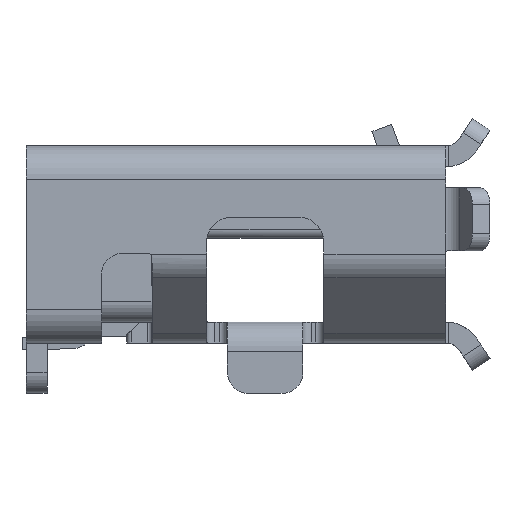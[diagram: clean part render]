
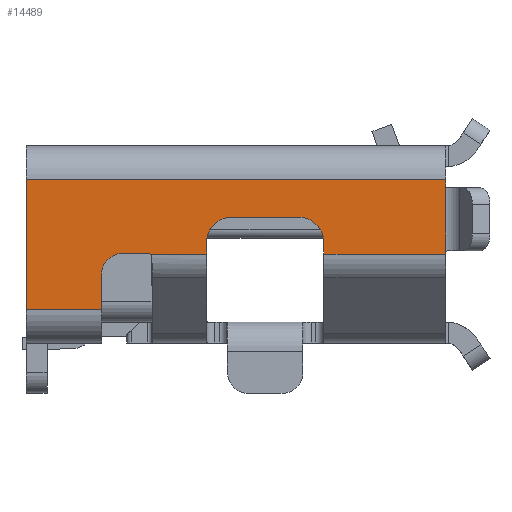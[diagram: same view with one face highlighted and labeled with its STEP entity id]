
A CAD part, left-side view. The second image highlights one B-rep face of the part: STEP entity #14489.
In plain terms, the highlighted planar face has unit normal (-1, 0, 0).
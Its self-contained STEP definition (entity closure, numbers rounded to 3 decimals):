
#242=CIRCLE('',#15398,0.25);
#243=CIRCLE('',#15399,0.05);
#244=CIRCLE('',#15400,0.3);
#245=CIRCLE('',#15401,0.3);
#650=PLANE('',#15397);
#1158=FACE_OUTER_BOUND('',#1933,.T.);
#1933=EDGE_LOOP('',(#10175,#10176,#10177,#10178,#10179,#10180,#10181,#10182,
#10183,#10184,#10185,#10186,#10187,#10188,#10189,#10190,#10191));
#3107=LINE('',#21850,#4679);
#3118=LINE('',#21883,#4690);
#3119=LINE('',#21888,#4691);
#3120=LINE('',#21890,#4692);
#3121=LINE('',#21891,#4693);
#3122=LINE('',#21893,#4694);
#3123=LINE('',#21897,#4695);
#3124=LINE('',#21901,#4696);
#3125=LINE('',#21903,#4697);
#3126=LINE('',#21907,#4698);
#3127=LINE('',#21911,#4699);
#3128=LINE('',#21913,#4700);
#3129=LINE('',#21914,#4701);
#4679=VECTOR('',#17268,1.55);
#4690=VECTOR('',#17299,0.9);
#4691=VECTOR('',#17304,0.81);
#4692=VECTOR('',#17305,0.07);
#4693=VECTOR('',#17306,5.);
#4694=VECTOR('',#17307,0.42);
#4695=VECTOR('',#17310,10.);
#4696=VECTOR('',#17313,0.67);
#4697=VECTOR('',#17314,10.);
#4698=VECTOR('',#17317,0.8);
#4699=VECTOR('',#17320,0.14);
#4700=VECTOR('',#17321,1.45);
#4701=VECTOR('',#17322,10.);
#6299=VERTEX_POINT('',#21847);
#6300=VERTEX_POINT('',#21849);
#6312=VERTEX_POINT('',#21882);
#6313=VERTEX_POINT('',#21886);
#6314=VERTEX_POINT('',#21887);
#6315=VERTEX_POINT('',#21889);
#6316=VERTEX_POINT('',#21892);
#6317=VERTEX_POINT('',#21894);
#6318=VERTEX_POINT('',#21896);
#6319=VERTEX_POINT('',#21898);
#6320=VERTEX_POINT('',#21900);
#6321=VERTEX_POINT('',#21902);
#6322=VERTEX_POINT('',#21904);
#6323=VERTEX_POINT('',#21906);
#6324=VERTEX_POINT('',#21908);
#6325=VERTEX_POINT('',#21910);
#6326=VERTEX_POINT('',#21912);
#7790=EDGE_CURVE('',#6299,#6300,#3107,.T.);
#7807=EDGE_CURVE('',#6312,#6299,#3118,.T.);
#7809=EDGE_CURVE('',#6313,#6314,#3119,.T.);
#7810=EDGE_CURVE('',#6314,#6315,#3120,.T.);
#7811=EDGE_CURVE('',#6315,#6300,#3121,.T.);
#7812=EDGE_CURVE('',#6316,#6312,#3122,.T.);
#7813=EDGE_CURVE('',#6317,#6316,#242,.T.);
#7814=EDGE_CURVE('',#6317,#6318,#3123,.T.);
#7815=EDGE_CURVE('',#6319,#6318,#243,.T.);
#7816=EDGE_CURVE('',#6319,#6320,#3124,.T.);
#7817=EDGE_CURVE('',#6320,#6321,#3125,.T.);
#7818=EDGE_CURVE('',#6322,#6321,#244,.T.);
#7819=EDGE_CURVE('',#6322,#6323,#3126,.T.);
#7820=EDGE_CURVE('',#6324,#6323,#245,.T.);
#7821=EDGE_CURVE('',#6324,#6325,#3127,.T.);
#7822=EDGE_CURVE('',#6325,#6326,#3128,.T.);
#7823=EDGE_CURVE('',#6326,#6313,#3129,.T.);
#10175=ORIENTED_EDGE('',*,*,#7809,.T.);
#10176=ORIENTED_EDGE('',*,*,#7810,.T.);
#10177=ORIENTED_EDGE('',*,*,#7811,.T.);
#10178=ORIENTED_EDGE('',*,*,#7790,.F.);
#10179=ORIENTED_EDGE('',*,*,#7807,.F.);
#10180=ORIENTED_EDGE('',*,*,#7812,.F.);
#10181=ORIENTED_EDGE('',*,*,#7813,.F.);
#10182=ORIENTED_EDGE('',*,*,#7814,.T.);
#10183=ORIENTED_EDGE('',*,*,#7815,.F.);
#10184=ORIENTED_EDGE('',*,*,#7816,.T.);
#10185=ORIENTED_EDGE('',*,*,#7817,.T.);
#10186=ORIENTED_EDGE('',*,*,#7818,.F.);
#10187=ORIENTED_EDGE('',*,*,#7819,.T.);
#10188=ORIENTED_EDGE('',*,*,#7820,.F.);
#10189=ORIENTED_EDGE('',*,*,#7821,.T.);
#10190=ORIENTED_EDGE('',*,*,#7822,.T.);
#10191=ORIENTED_EDGE('',*,*,#7823,.T.);
#14489=ADVANCED_FACE('',(#1158),#650,.F.);
#15397=AXIS2_PLACEMENT_3D('',#21885,#17302,#17303);
#15398=AXIS2_PLACEMENT_3D('',#21895,#17308,#17309);
#15399=AXIS2_PLACEMENT_3D('',#21899,#17311,#17312);
#15400=AXIS2_PLACEMENT_3D('',#21905,#17315,#17316);
#15401=AXIS2_PLACEMENT_3D('',#21909,#17318,#17319);
#17268=DIRECTION('',(0.,0.,1.));
#17299=DIRECTION('',(0.,1.,0.));
#17302=DIRECTION('center_axis',(1.,0.,0.));
#17303=DIRECTION('ref_axis',(0.,0.,-1.));
#17304=DIRECTION('',(0.,0.,1.));
#17305=DIRECTION('',(0.,0.,1.));
#17306=DIRECTION('',(0.,1.,0.));
#17307=DIRECTION('',(0.,0.,-1.));
#17308=DIRECTION('center_axis',(-1.,0.,0.));
#17309=DIRECTION('ref_axis',(0.,0.,1.));
#17310=DIRECTION('',(0.,-1.,0.));
#17311=DIRECTION('center_axis',(-1.,0.,0.));
#17312=DIRECTION('ref_axis',(0.,-0.6,0.8));
#17313=DIRECTION('',(0.,-1.,0.));
#17314=DIRECTION('',(0.,0.,1.));
#17315=DIRECTION('center_axis',(-1.,0.,0.));
#17316=DIRECTION('ref_axis',(0.,0.,1.));
#17317=DIRECTION('',(0.,-1.,0.));
#17318=DIRECTION('center_axis',(-1.,0.,0.));
#17319=DIRECTION('ref_axis',(0.,-1.,0.));
#17320=DIRECTION('',(0.,0.,-1.));
#17321=DIRECTION('',(0.,-1.,0.));
#17322=DIRECTION('',(0.,0.,1.));
#21847=CARTESIAN_POINT('',(-3.7,2.85,0.386));
#21849=CARTESIAN_POINT('',(-3.7,2.85,1.936));
#21850=CARTESIAN_POINT('',(-3.7,2.85,0.386));
#21882=CARTESIAN_POINT('',(-3.7,1.95,0.386));
#21883=CARTESIAN_POINT('',(-3.7,1.95,0.386));
#21885=CARTESIAN_POINT('Origin',(-3.7,0.35,1.161));
#21886=CARTESIAN_POINT('',(-3.7,-2.15,1.056));
#21887=CARTESIAN_POINT('',(-3.7,-2.15,1.866));
#21888=CARTESIAN_POINT('',(-3.7,-2.15,1.056));
#21889=CARTESIAN_POINT('',(-3.7,-2.15,1.936));
#21890=CARTESIAN_POINT('',(-3.7,-2.15,1.866));
#21891=CARTESIAN_POINT('',(-3.7,-2.15,1.936));
#21892=CARTESIAN_POINT('',(-3.7,1.95,0.806));
#21893=CARTESIAN_POINT('',(-3.7,1.95,0.806));
#21894=CARTESIAN_POINT('',(-3.7,1.7,1.056));
#21895=CARTESIAN_POINT('Origin',(-3.7,1.7,0.806));
#21896=CARTESIAN_POINT('',(-3.7,1.4,1.056));
#21897=CARTESIAN_POINT('',(-3.7,0.95,1.056));
#21898=CARTESIAN_POINT('',(-3.7,1.37,1.046));
#21899=CARTESIAN_POINT('Origin',(-3.7,1.4,1.006));
#21900=CARTESIAN_POINT('',(-3.7,0.7,1.046));
#21901=CARTESIAN_POINT('',(-3.7,1.37,1.046));
#21902=CARTESIAN_POINT('',(-3.7,0.7,1.186));
#21903=CARTESIAN_POINT('',(-3.7,0.7,0.874));
#21904=CARTESIAN_POINT('',(-3.7,0.4,1.486));
#21905=CARTESIAN_POINT('Origin',(-3.7,0.4,1.186));
#21906=CARTESIAN_POINT('',(-3.7,-0.4,1.486));
#21907=CARTESIAN_POINT('',(-3.7,0.4,1.486));
#21908=CARTESIAN_POINT('',(-3.7,-0.7,1.186));
#21909=CARTESIAN_POINT('Origin',(-3.7,-0.4,1.186));
#21910=CARTESIAN_POINT('',(-3.7,-0.7,1.046));
#21911=CARTESIAN_POINT('',(-3.7,-0.7,1.186));
#21912=CARTESIAN_POINT('',(-3.7,-2.15,1.046));
#21913=CARTESIAN_POINT('',(-3.7,-0.7,1.046));
#21914=CARTESIAN_POINT('',(-3.7,-2.15,0.841));
